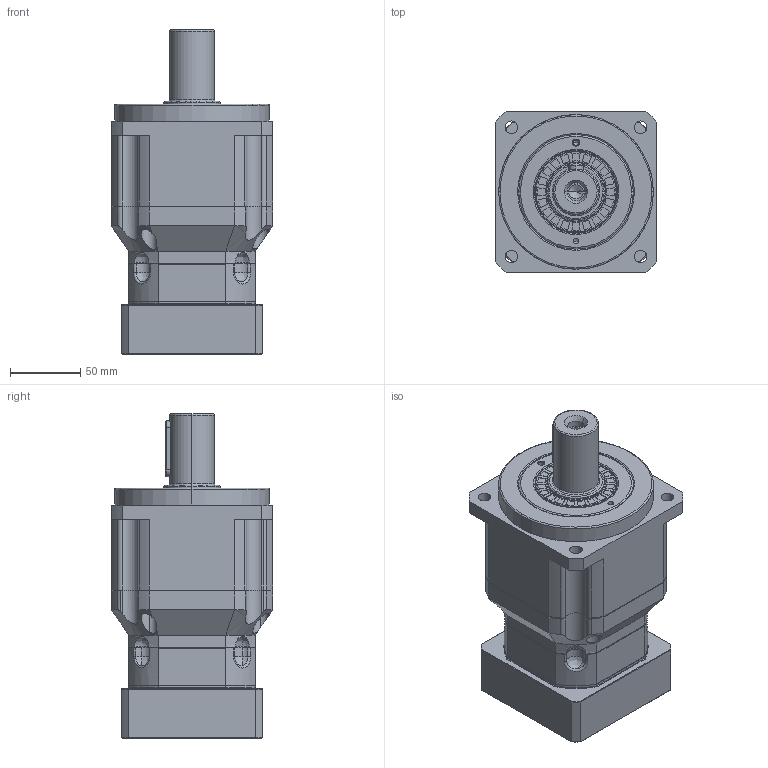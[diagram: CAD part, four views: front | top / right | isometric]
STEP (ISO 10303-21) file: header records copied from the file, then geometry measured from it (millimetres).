
FILE_DESCRIPTION (( 'STEP AP203' ), '1' );
FILE_NAME ('FAB-115M1-L2-19-95-115-M8-56.5.STEP', '2021-05-25T08:09:04', ( 'user' ), ( '' ), 'SwSTEP 2.0', 'SolidWorks 2016', '' );
FILE_SCHEMA (( 'CONFIG_CONTROL_DESIGN' ));
Length unit declared in the file: millimetre
Products named in the file (14): 输入轴锁紧环26x52x14; 怀堤俴陎殤FAB115D; 楊擘耜謂蹟佪M10; 隅弇覃淕杶FAB115D; 输入调整套22-19; す瑩10X40; 输入法兰FAB090M1-95x37.5xM8(115); 蚐猾40x58X5; FAB-115M1-L2-19-95-115-M8-56.5; 一级内齿圈壳体FAB090D; 输入端壳体FAB090M1; M6-14; 输入轴FAB090-5M1-22; 输出内齿圈壳体FAB115D
Assembly tree (23 placements, depth 2):
  FAB-115M1-L2-19-95-115-M8-56.5
    输出内齿圈壳体FAB115D
    怀堤俴陎殤FAB115D
    隅弇覃淕杶FAB115D
    す瑩10X40
    蚐猾40x58X5
    一级内齿圈壳体FAB090D
    输入端壳体FAB090M1
    M6-14  x11
    输入轴FAB090-5M1-22
    输入轴锁紧环26x52x14
    楊擘耜謂蹟佪M10
    输入调整套22-19
    输入法兰FAB090M1-95x37.5xM8(115)
Bounding box: 115 x 115 x 231 mm (x, y, z)
Volume: 1659465.5 mm3; surface area: 225342.2 mm2
Topology: 23 solids, 23 shells, 927 faces, 2318 edges, 1471 vertices
Faces by surface type: cylinder 383, plane 316, cone 147, bspline 73, torus 8
Entity records: 27316 total; most frequent: CARTESIAN_POINT 9025, DIRECTION 3541, ORIENTED_EDGE 3442, EDGE_CURVE 1721, AXIS2_PLACEMENT_3D 1405, VERTEX_POINT 1101, EDGE_LOOP 780, CIRCLE 735
